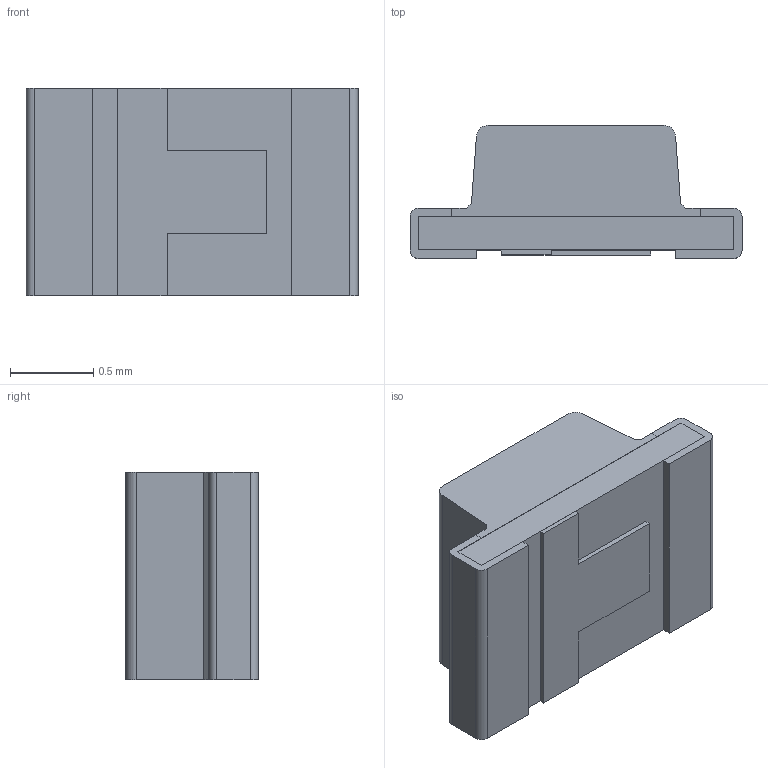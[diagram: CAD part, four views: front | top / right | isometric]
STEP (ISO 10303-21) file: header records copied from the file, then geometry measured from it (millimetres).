
FILE_DESCRIPTION(('CoCreate Modeling STEP Export'),'2;1');
FILE_NAME('1112H.stp','2010-09-09T13:34:57',(''),(''),'CoCreate Modeling STEP processor for AP214 (Solid Model)','CoCreate Modeling 16.00A 16-Aug-2008 (C) Parametric Technology GmbH','');
FILE_SCHEMA(('AUTOMOTIVE_DESIGN { 1 0 10303 214 1 1 1 1 }'));
Length unit declared in the file: millimetre
Products named in the file (10): REIST; denkyoku; denkyoku.1; lens; p1; p1.1; p1.2; p1.3; p1.4; p1.5
Bounding box: 2 x 0.8 x 1.25 mm (x, y, z)
Volume: 1.5 mm3; surface area: 18.4 mm2
Topology: 5 solids, 5 shells, 72 faces, 182 edges, 120 vertices
Faces by surface type: plane 66, cylinder 6
Entity records: 2763 total; most frequent: ORIENTED_EDGE 364, CARTESIAN_POINT 361, DIRECTION 322, EDGE_CURVE 182, VECTOR 160, LINE 160, VERTEX_POINT 120, AXIS2_PLACEMENT_3D 81
